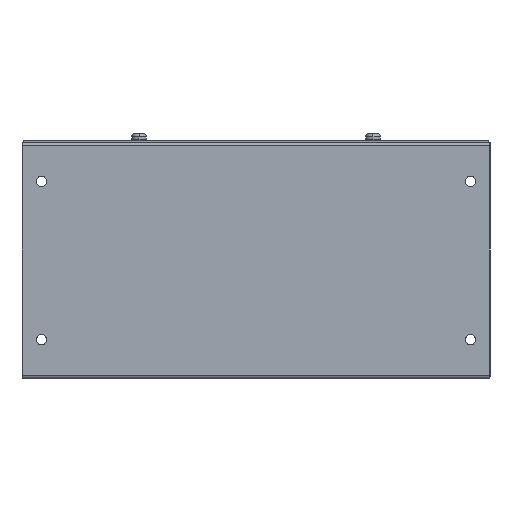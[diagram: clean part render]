
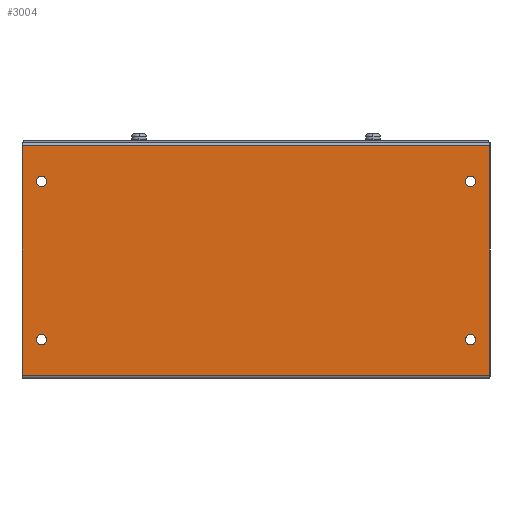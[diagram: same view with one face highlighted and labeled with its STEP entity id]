
A CAD part, left-side view. The second image highlights one B-rep face of the part: STEP entity #3004.
In plain terms, the highlighted planar face has unit normal (-1, 0, 0).
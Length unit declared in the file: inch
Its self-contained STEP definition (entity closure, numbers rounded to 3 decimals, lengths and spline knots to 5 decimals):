
#67 = AXIS2_PLACEMENT_3D ( 'NONE', #4093, #1023, #2524 ) ;
#70 = VECTOR ( 'NONE', #1636, 39.37008 ) ;
#200 = CARTESIAN_POINT ( 'NONE',  ( -3.057, 5.5, 1.133 ) ) ;
#340 = ORIENTED_EDGE ( 'NONE', *, *, #1242, .F. ) ;
#441 = VERTEX_POINT ( 'NONE', #1647 ) ;
#569 = CARTESIAN_POINT ( 'NONE',  ( -3.057, 6., 0.057 ) ) ;
#629 = CARTESIAN_POINT ( 'NONE',  ( -3.057, 5.5, 5.057 ) ) ;
#632 = CARTESIAN_POINT ( 'NONE',  ( -3.057, -6., 0.057 ) ) ;
#646 = DIRECTION ( 'NONE',  ( -1., 0., 0. ) ) ;
#653 = VERTEX_POINT ( 'NONE', #1907 ) ;
#675 = CIRCLE ( 'NONE', #5356, 0.133 ) ;
#707 = PLANE ( 'NONE',  #6296 ) ;
#717 = EDGE_CURVE ( 'NONE', #5819, #2399, #5891, .T. ) ;
#720 = VERTEX_POINT ( 'NONE', #6112 ) ;
#765 = CARTESIAN_POINT ( 'NONE',  ( -3.057, 5.5, 1. ) ) ;
#766 = ORIENTED_EDGE ( 'NONE', *, *, #4726, .F. ) ;
#883 = DIRECTION ( 'NONE',  ( -1., 0., 0. ) ) ;
#885 = CIRCLE ( 'NONE', #3068, 0.133 ) ;
#895 = AXIS2_PLACEMENT_3D ( 'NONE', #6357, #883, #6297 ) ;
#1023 = DIRECTION ( 'NONE',  ( -1., 0., 0. ) ) ;
#1098 = EDGE_CURVE ( 'NONE', #441, #720, #2130, .T. ) ;
#1204 = CARTESIAN_POINT ( 'NONE',  ( -3.057, 5.5, 5.057 ) ) ;
#1242 = EDGE_CURVE ( 'NONE', #2985, #1419, #3079, .T. ) ;
#1314 = DIRECTION ( 'NONE',  ( 0., 0., -1. ) ) ;
#1419 = VERTEX_POINT ( 'NONE', #2812 ) ;
#1605 = CIRCLE ( 'NONE', #5250, 0.133 ) ;
#1636 = DIRECTION ( 'NONE',  ( 0., 0., -1. ) ) ;
#1645 = DIRECTION ( 'NONE',  ( 0., 0., 1. ) ) ;
#1647 = CARTESIAN_POINT ( 'NONE',  ( -3.057, 6., 5.971 ) ) ;
#1657 = LINE ( 'NONE', #3651, #1840 ) ;
#1748 = DIRECTION ( 'NONE',  ( 1., 0., 0. ) ) ;
#1805 = CARTESIAN_POINT ( 'NONE',  ( -3.057, -6., 0.047 ) ) ;
#1840 = VECTOR ( 'NONE', #5186, 39.37008 ) ;
#1857 = CARTESIAN_POINT ( 'NONE',  ( -3.057, -5.5, 1. ) ) ;
#1886 = EDGE_LOOP ( 'NONE', ( #4899, #2526 ) ) ;
#1907 = CARTESIAN_POINT ( 'NONE',  ( -3.057, -5.5, 4.924 ) ) ;
#2010 = ORIENTED_EDGE ( 'NONE', *, *, #5513, .F. ) ;
#2054 = VERTEX_POINT ( 'NONE', #4484 ) ;
#2122 = DIRECTION ( 'NONE',  ( -1., 0., 0. ) ) ;
#2130 = LINE ( 'NONE', #569, #70 ) ;
#2158 = ORIENTED_EDGE ( 'NONE', *, *, #717, .F. ) ;
#2263 = CARTESIAN_POINT ( 'NONE',  ( -3.057, -6., 5.971 ) ) ;
#2329 = FACE_OUTER_BOUND ( 'NONE', #4945, .T. ) ;
#2399 = VERTEX_POINT ( 'NONE', #2573 ) ;
#2452 = EDGE_LOOP ( 'NONE', ( #2010, #2158 ) ) ;
#2471 = VERTEX_POINT ( 'NONE', #200 ) ;
#2524 = DIRECTION ( 'NONE',  ( 0., 0., 1. ) ) ;
#2526 = ORIENTED_EDGE ( 'NONE', *, *, #5955, .F. ) ;
#2573 = CARTESIAN_POINT ( 'NONE',  ( -3.057, -5.5, 1.133 ) ) ;
#2625 = DIRECTION ( 'NONE',  ( 0., 0., 1. ) ) ;
#2630 = VERTEX_POINT ( 'NONE', #5180 ) ;
#2657 = VECTOR ( 'NONE', #5171, 39.37008 ) ;
#2675 = CIRCLE ( 'NONE', #4863, 0.133 ) ;
#2795 = CARTESIAN_POINT ( 'NONE',  ( -3.057, 5.5, 5.19 ) ) ;
#2812 = CARTESIAN_POINT ( 'NONE',  ( -3.057, 5.5, 4.924 ) ) ;
#2844 = VERTEX_POINT ( 'NONE', #3608 ) ;
#2859 = EDGE_CURVE ( 'NONE', #2630, #653, #675, .T. ) ;
#2973 = DIRECTION ( 'NONE',  ( 0., 0., 1. ) ) ;
#2980 = CIRCLE ( 'NONE', #2990, 0.133 ) ;
#2985 = VERTEX_POINT ( 'NONE', #2795 ) ;
#2990 = AXIS2_PLACEMENT_3D ( 'NONE', #629, #2122, #6007 ) ;
#3004 = ADVANCED_FACE ( 'NONE', ( #2329, #6178, #4293, #6244, #6274 ), #707, .F. ) ;
#3068 = AXIS2_PLACEMENT_3D ( 'NONE', #765, #5696, #1645 ) ;
#3079 = CIRCLE ( 'NONE', #4532, 0.133 ) ;
#3178 = LINE ( 'NONE', #6245, #2657 ) ;
#3413 = CARTESIAN_POINT ( 'NONE',  ( -3.057, -5.5, 5.057 ) ) ;
#3448 = DIRECTION ( 'NONE',  ( -1., 0., 0. ) ) ;
#3466 = EDGE_LOOP ( 'NONE', ( #340, #4572 ) ) ;
#3529 = EDGE_LOOP ( 'NONE', ( #6023, #766 ) ) ;
#3608 = CARTESIAN_POINT ( 'NONE',  ( -3.057, -6., 0.086 ) ) ;
#3635 = EDGE_CURVE ( 'NONE', #2844, #4718, #5543, .T. ) ;
#3651 = CARTESIAN_POINT ( 'NONE',  ( -3.057, -6., 5.971 ) ) ;
#3819 = DIRECTION ( 'NONE',  ( 0., 0., 1. ) ) ;
#3974 = EDGE_CURVE ( 'NONE', #2844, #720, #3178, .T. ) ;
#4022 = EDGE_CURVE ( 'NONE', #2471, #2054, #885, .T. ) ;
#4093 = CARTESIAN_POINT ( 'NONE',  ( -3.057, -5.5, 1. ) ) ;
#4277 = ORIENTED_EDGE ( 'NONE', *, *, #3974, .F. ) ;
#4293 = FACE_BOUND ( 'NONE', #1886, .T. ) ;
#4438 = CIRCLE ( 'NONE', #895, 0.133 ) ;
#4484 = CARTESIAN_POINT ( 'NONE',  ( -3.057, 5.5, 0.867 ) ) ;
#4532 = AXIS2_PLACEMENT_3D ( 'NONE', #1204, #5777, #5640 ) ;
#4572 = ORIENTED_EDGE ( 'NONE', *, *, #5216, .F. ) ;
#4656 = CARTESIAN_POINT ( 'NONE',  ( -3.057, -5.5, 0.867 ) ) ;
#4718 = VERTEX_POINT ( 'NONE', #2263 ) ;
#4726 = EDGE_CURVE ( 'NONE', #2054, #2471, #4438, .T. ) ;
#4863 = AXIS2_PLACEMENT_3D ( 'NONE', #1857, #3448, #3819 ) ;
#4899 = ORIENTED_EDGE ( 'NONE', *, *, #2859, .F. ) ;
#4945 = EDGE_LOOP ( 'NONE', ( #6352, #4986, #4277, #5773 ) ) ;
#4986 = ORIENTED_EDGE ( 'NONE', *, *, #1098, .T. ) ;
#5171 = DIRECTION ( 'NONE',  ( 0., 1., 0. ) ) ;
#5180 = CARTESIAN_POINT ( 'NONE',  ( -3.057, -5.5, 5.19 ) ) ;
#5186 = DIRECTION ( 'NONE',  ( 0., -1., 0. ) ) ;
#5216 = EDGE_CURVE ( 'NONE', #1419, #2985, #2980, .T. ) ;
#5250 = AXIS2_PLACEMENT_3D ( 'NONE', #3413, #6318, #6284 ) ;
#5356 = AXIS2_PLACEMENT_3D ( 'NONE', #6084, #646, #2625 ) ;
#5438 = EDGE_CURVE ( 'NONE', #441, #4718, #1657, .T. ) ;
#5513 = EDGE_CURVE ( 'NONE', #2399, #5819, #2675, .T. ) ;
#5543 = LINE ( 'NONE', #632, #6299 ) ;
#5640 = DIRECTION ( 'NONE',  ( 0., 0., 1. ) ) ;
#5696 = DIRECTION ( 'NONE',  ( -1., 0., 0. ) ) ;
#5773 = ORIENTED_EDGE ( 'NONE', *, *, #3635, .T. ) ;
#5777 = DIRECTION ( 'NONE',  ( -1., 0., 0. ) ) ;
#5819 = VERTEX_POINT ( 'NONE', #4656 ) ;
#5891 = CIRCLE ( 'NONE', #67, 0.133 ) ;
#5955 = EDGE_CURVE ( 'NONE', #653, #2630, #1605, .T. ) ;
#6007 = DIRECTION ( 'NONE',  ( 0., 0., 1. ) ) ;
#6023 = ORIENTED_EDGE ( 'NONE', *, *, #4022, .F. ) ;
#6084 = CARTESIAN_POINT ( 'NONE',  ( -3.057, -5.5, 5.057 ) ) ;
#6112 = CARTESIAN_POINT ( 'NONE',  ( -3.057, 6., 0.086 ) ) ;
#6178 = FACE_BOUND ( 'NONE', #2452, .T. ) ;
#6244 = FACE_BOUND ( 'NONE', #3529, .T. ) ;
#6245 = CARTESIAN_POINT ( 'NONE',  ( -3.057, -6., 0.086 ) ) ;
#6274 = FACE_BOUND ( 'NONE', #3466, .T. ) ;
#6284 = DIRECTION ( 'NONE',  ( 0., 0., 1. ) ) ;
#6296 = AXIS2_PLACEMENT_3D ( 'NONE', #1805, #1748, #1314 ) ;
#6297 = DIRECTION ( 'NONE',  ( 0., 0., 1. ) ) ;
#6299 = VECTOR ( 'NONE', #2973, 39.37008 ) ;
#6318 = DIRECTION ( 'NONE',  ( -1., 0., 0. ) ) ;
#6352 = ORIENTED_EDGE ( 'NONE', *, *, #5438, .F. ) ;
#6357 = CARTESIAN_POINT ( 'NONE',  ( -3.057, 5.5, 1. ) ) ;
